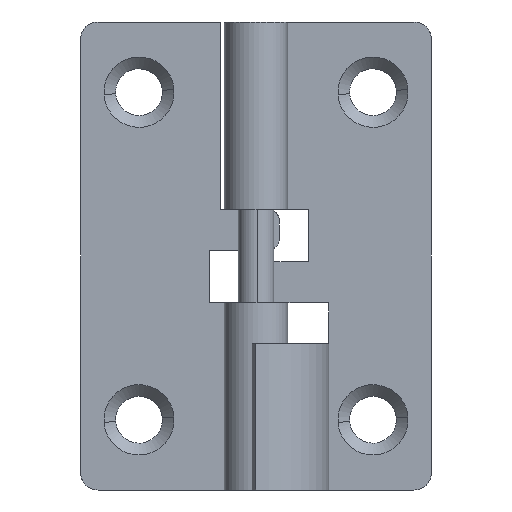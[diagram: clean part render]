
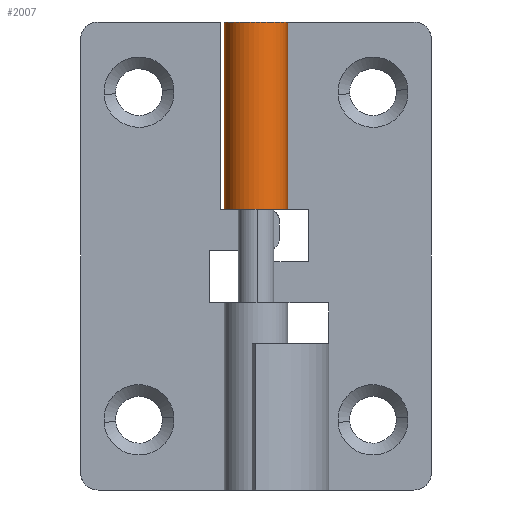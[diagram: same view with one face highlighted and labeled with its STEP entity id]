
A CAD part, front view. The second image highlights one B-rep face of the part: STEP entity #2007.
In plain terms, the highlighted free-form (B-spline) face has degree [1, 2] with [2, 7] control points.
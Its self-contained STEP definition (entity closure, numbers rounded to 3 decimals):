
#1594=CARTESIAN_POINT('',(0.0,2.7,24.0));
#1595=VERTEX_POINT('',#1594);
#1636=CARTESIAN_POINT('',(2.278,1.45,24.0));
#1637=VERTEX_POINT('',#1636);
#1643=CARTESIAN_POINT('',(0.0,2.7,24.0));
#1644=CARTESIAN_POINT('',(-2.095,2.7,24.));
#1645=CARTESIAN_POINT('',(-2.615,0.671,24.0));
#1646=CARTESIAN_POINT('',(-3.136,-1.359,24.));
#1647=CARTESIAN_POINT('',(-1.299,-2.367,24.0));
#1648=CARTESIAN_POINT('',(0.538,-3.375,24.));
#1649=CARTESIAN_POINT('',(1.97,-1.846,24.0));
#1650=CARTESIAN_POINT('',(3.403,-0.317,24.));
#1651=CARTESIAN_POINT('',(2.278,1.45,24.0));
#1659=(BOUNDED_CURVE()B_SPLINE_CURVE(2,(#1643,#1644,#1645,#1646,#1647,#1648,#1649,#1650,#1651),.UNSPECIFIED.,.F.,.U.)B_SPLINE_CURVE_WITH_KNOTS((3,2,2,2,3),(0.0,0.25,0.5,0.75,1.0),.UNSPECIFIED.)CURVE()GEOMETRIC_REPRESENTATION_ITEM()RATIONAL_B_SPLINE_CURVE((1.0,0.79,1.0,0.79,1.0,0.79,1.0,0.79,1.0))REPRESENTATION_ITEM(''));
#1660=EDGE_CURVE('',#1595,#1637,#1659,.T.);
#1820=CARTESIAN_POINT('',(0.0,2.7,40.0));
#1821=VERTEX_POINT('',#1820);
#1827=CARTESIAN_POINT('',(2.278,1.45,40.0));
#1828=VERTEX_POINT('',#1827);
#1829=CARTESIAN_POINT('',(0.0,2.7,40.0));
#1830=CARTESIAN_POINT('',(-2.095,2.7,40.));
#1831=CARTESIAN_POINT('',(-2.615,0.671,40.0));
#1832=CARTESIAN_POINT('',(-3.136,-1.359,40.));
#1833=CARTESIAN_POINT('',(-1.299,-2.367,40.0));
#1834=CARTESIAN_POINT('',(0.538,-3.375,40.));
#1835=CARTESIAN_POINT('',(1.97,-1.846,40.0));
#1836=CARTESIAN_POINT('',(3.403,-0.317,40.));
#1837=CARTESIAN_POINT('',(2.278,1.45,40.0));
#1845=(BOUNDED_CURVE()B_SPLINE_CURVE(2,(#1829,#1830,#1831,#1832,#1833,#1834,#1835,#1836,#1837),.UNSPECIFIED.,.F.,.U.)B_SPLINE_CURVE_WITH_KNOTS((3,2,2,2,3),(0.0,0.25,0.5,0.75,1.0),.UNSPECIFIED.)CURVE()GEOMETRIC_REPRESENTATION_ITEM()RATIONAL_B_SPLINE_CURVE((1.0,0.79,1.0,0.79,1.0,0.79,1.0,0.79,1.0))REPRESENTATION_ITEM(''));
#1846=EDGE_CURVE('',#1821,#1828,#1845,.T.);
#1964=CARTESIAN_POINT('',(2.278,1.45,24.0));
#1965=CARTESIAN_POINT('',(2.278,1.45,40.0));
#1966=QUASI_UNIFORM_CURVE('',1,(#1964,#1965),.UNSPECIFIED.,.F.,.U.);
#1967=EDGE_CURVE('',#1637,#1828,#1966,.T.);
#1975=CARTESIAN_POINT('',(2.225,1.529,23.6));
#1976=CARTESIAN_POINT('',(2.225,1.529,40.41));
#1977=CARTESIAN_POINT('',(4.148,-1.268,23.6));
#1978=CARTESIAN_POINT('',(4.148,-1.268,40.41));
#1979=CARTESIAN_POINT('',(0.99,-2.512,23.6));
#1980=CARTESIAN_POINT('',(0.99,-2.512,40.41));
#1981=CARTESIAN_POINT('',(-2.169,-3.756,23.6));
#1982=CARTESIAN_POINT('',(-2.169,-3.756,40.41));
#1983=CARTESIAN_POINT('',(-2.67,-0.399,23.6));
#1984=CARTESIAN_POINT('',(-2.67,-0.399,40.41));
#1985=CARTESIAN_POINT('',(-3.172,2.958,23.6));
#1986=CARTESIAN_POINT('',(-3.172,2.958,40.41));
#1987=CARTESIAN_POINT('',(0.212,2.692,23.6));
#1988=CARTESIAN_POINT('',(0.212,2.692,40.41));
#1996=(BOUNDED_SURFACE()B_SPLINE_SURFACE(1,2,((#1975,#1977,#1979,#1981,#1983,#1985,#1987),(#1976,#1978,#1980,#1982,#1984,#1986,#1988)),.UNSPECIFIED.,.F.,.F.,.U.)B_SPLINE_SURFACE_WITH_KNOTS((2,2),(3,2,2,3),(0.0,16.81),(0.0,5.209,10.419,15.628),.UNSPECIFIED.)GEOMETRIC_REPRESENTATION_ITEM()RATIONAL_B_SPLINE_SURFACE(((1.0,0.623,1.0,0.623,1.0,0.623,1.0),(1.0,0.623,1.0,0.623,1.0,0.623,1.0)))REPRESENTATION_ITEM('')SURFACE());
#1997=ORIENTED_EDGE('',*,*,#1660,.T.);
#1998=ORIENTED_EDGE('',*,*,#1967,.T.);
#1999=ORIENTED_EDGE('',*,*,#1846,.F.);
#2000=CARTESIAN_POINT('',(0.0,2.7,24.0));
#2001=CARTESIAN_POINT('',(0.0,2.7,40.0));
#2002=QUASI_UNIFORM_CURVE('',1,(#2000,#2001),.UNSPECIFIED.,.F.,.U.);
#2003=EDGE_CURVE('',#1595,#1821,#2002,.T.);
#2004=ORIENTED_EDGE('',*,*,#2003,.F.);
#2005=EDGE_LOOP('',(#1997,#1998,#1999,#2004));
#2006=FACE_OUTER_BOUND('',#2005,.T.);
#2007=ADVANCED_FACE('',(#2006),#1996,.T.);
